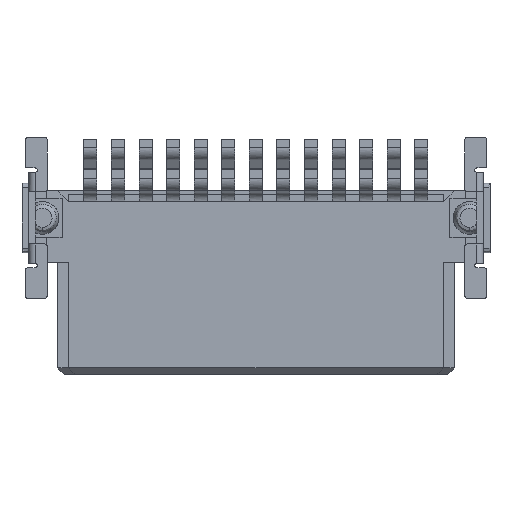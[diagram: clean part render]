
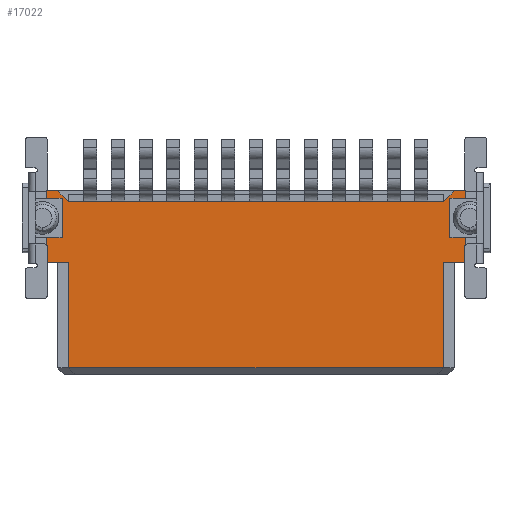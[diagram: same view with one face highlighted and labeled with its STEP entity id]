
A CAD part, top view. The second image highlights one B-rep face of the part: STEP entity #17022.
In plain terms, the highlighted free-form (B-spline) face has degree [1, 1] with [2, 2] control points.
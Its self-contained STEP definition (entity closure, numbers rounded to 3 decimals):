
#1147=CARTESIAN_POINT('V662',(10.035,2.188,
   2.785));
#1148=VERTEX_POINT('V662',#1147);
#1154=CARTESIAN_POINT('V842',(10.565,2.188,
   2.785));
#1155=VERTEX_POINT('V842',#1154);
#1156=CARTESIAN_POINT('E1245',(10.565,2.188,
   2.785));
#1157=CARTESIAN_POINT('E1245',(10.035,2.188,
   2.785));
#1158=B_SPLINE_CURVE_WITH_KNOTS('E1245',1,(#1156,#1157),
   .POLYLINE_FORM.,.F.,.U.,(2,2),(0.0,1.06),
   .UNSPECIFIED.);
#1159=EDGE_CURVE('E1245',#1155,#1148,#1158,.T.);
#11791=CARTESIAN_POINT('V1094',(-8.025,1.838,
   2.785));
#11792=VERTEX_POINT('V1094',#11791);
#11799=CARTESIAN_POINT('V1093',(-8.025,0.038,
   2.785));
#11800=VERTEX_POINT('V1093',#11799);
#11806=CARTESIAN_POINT('E1642',(-8.025,1.838,
   2.785));
#11807=CARTESIAN_POINT('E1642',(-8.025,0.038,
   2.785));
#11808=QUASI_UNIFORM_CURVE('E1642',1,(#11806,#11807),.POLYLINE_FORM.,
   .F.,.U.);
#11809=EDGE_CURVE('E1642',#11792,#11800,#11808,.T.);
#11819=CARTESIAN_POINT('V1085',(-8.755,0.038,
   2.785));
#11820=VERTEX_POINT('V1085',#11819);
#11821=CARTESIAN_POINT('E1641',(-8.025,0.038,
   2.785));
#11822=CARTESIAN_POINT('E1641',(-8.755,0.038,
   2.785));
#11823=B_SPLINE_CURVE_WITH_KNOTS('E1641',1,(#11821,#11822),
   .POLYLINE_FORM.,.F.,.U.,(2,2),(0.0,0.88),
   .UNSPECIFIED.);
#11824=EDGE_CURVE('E1641',#11800,#11820,#11823,.T.);
#11848=CARTESIAN_POINT('V889',(-8.755,-1.112,
   2.785));
#11849=VERTEX_POINT('V889',#11848);
#11855=CARTESIAN_POINT('E1625',(-8.755,0.038,
   2.785));
#11856=CARTESIAN_POINT('E1625',(-8.755,
   -1.112,2.785));
#11857=B_SPLINE_CURVE_WITH_KNOTS('E1625',1,(#11855,#11856),
   .POLYLINE_FORM.,.F.,.U.,(2,2),(0.0,0.348),
   .UNSPECIFIED.);
#11858=EDGE_CURVE('E1625',#11820,#11849,#11857,.T.);
#11962=CARTESIAN_POINT('V890',(-7.725,-1.112,
   2.785));
#11963=VERTEX_POINT('V890',#11962);
#11969=CARTESIAN_POINT('E1332',(-8.755,
   -1.112,2.785));
#11970=CARTESIAN_POINT('E1332',(-7.725,
   -1.112,2.785));
#11971=QUASI_UNIFORM_CURVE('E1332',1,(#11969,#11970),.POLYLINE_FORM.,
   .F.,.U.);
#11972=EDGE_CURVE('E1332',#11849,#11963,#11971,.T.);
#11997=CARTESIAN_POINT('V883',(-7.725,-5.962,
   2.785));
#11998=VERTEX_POINT('V883',#11997);
#11999=CARTESIAN_POINT('E1665',(-7.725,
   -1.112,2.785));
#12000=CARTESIAN_POINT('E1665',(-7.725,
   -5.962,2.785));
#12001=B_SPLINE_CURVE_WITH_KNOTS('E1665',1,(#11999,#12000),
   .POLYLINE_FORM.,.F.,.U.,(2,2),(0.0,0.634),
   .UNSPECIFIED.);
#12002=EDGE_CURVE('E1665',#11963,#11998,#12001,.T.);
#12033=CARTESIAN_POINT('V664',(9.535,-5.962,
   2.785));
#12034=VERTEX_POINT('V664',#12033);
#12040=CARTESIAN_POINT('E1666',(-7.725,
   -5.962,2.785));
#12041=CARTESIAN_POINT('E1666',(9.535,-5.962,
   2.785));
#12042=QUASI_UNIFORM_CURVE('E1666',1,(#12040,#12041),.POLYLINE_FORM.,
   .F.,.U.);
#12043=EDGE_CURVE('E1666',#11998,#12034,#12042,.T.);
#12323=CARTESIAN_POINT('V671',(9.535,-1.112,
   2.785));
#12324=VERTEX_POINT('V671',#12323);
#12330=CARTESIAN_POINT('E1320',(9.535,-5.962,
   2.785));
#12331=CARTESIAN_POINT('E1320',(9.535,-1.112,
   2.785));
#12332=B_SPLINE_CURVE_WITH_KNOTS('E1320',1,(#12330,#12331),
   .POLYLINE_FORM.,.F.,.U.,(2,2),(0.0,0.634),
   .UNSPECIFIED.);
#12333=EDGE_CURVE('E1320',#12034,#12324,#12332,.T.);
#16377=CARTESIAN_POINT('V866',(10.565,0.038,
   2.785));
#16378=VERTEX_POINT('V866',#16377);
#16384=CARTESIAN_POINT('V670',(10.565,-1.112,
   2.785));
#16385=VERTEX_POINT('V670',#16384);
#16386=CARTESIAN_POINT('E1280',(10.565,
   -1.112,2.785));
#16387=CARTESIAN_POINT('E1280',(10.565,0.038,
   2.785));
#16388=B_SPLINE_CURVE_WITH_KNOTS('E1280',1,(#16386,#16387),
   .POLYLINE_FORM.,.F.,.U.,(2,2),(0.0,0.348),
   .UNSPECIFIED.);
#16389=EDGE_CURVE('E1280',#16385,#16378,#16388,.T.);
#16413=CARTESIAN_POINT('V874',(9.835,0.038,
   2.785));
#16414=VERTEX_POINT('V874',#16413);
#16420=CARTESIAN_POINT('E1296',(10.565,0.038,
   2.785));
#16421=CARTESIAN_POINT('E1296',(9.835,0.038,
   2.785));
#16422=B_SPLINE_CURVE_WITH_KNOTS('E1296',1,(#16420,#16421),
   .POLYLINE_FORM.,.F.,.U.,(2,2),(0.0,0.88),
   .UNSPECIFIED.);
#16423=EDGE_CURVE('E1296',#16378,#16414,#16422,.T.);
#16433=CARTESIAN_POINT('V875',(9.835,1.838,
   2.785));
#16434=VERTEX_POINT('V875',#16433);
#16435=CARTESIAN_POINT('E1297',(9.835,0.038,
   2.785));
#16436=CARTESIAN_POINT('E1297',(9.835,1.838,
   2.785));
#16437=QUASI_UNIFORM_CURVE('E1297',1,(#16435,#16436),.POLYLINE_FORM.,
   .F.,.U.);
#16438=EDGE_CURVE('E1297',#16414,#16434,#16437,.T.);
#16455=CARTESIAN_POINT('V870',(10.565,1.838,
   2.785));
#16456=VERTEX_POINT('V870',#16455);
#16462=CARTESIAN_POINT('E1299',(9.835,1.838,
   2.785));
#16463=CARTESIAN_POINT('E1299',(10.565,1.838,
   2.785));
#16464=B_SPLINE_CURVE_WITH_KNOTS('E1299',1,(#16462,#16463),
   .POLYLINE_FORM.,.F.,.U.,(2,2),(0.0,0.88),
   .UNSPECIFIED.);
#16465=EDGE_CURVE('E1299',#16434,#16456,#16464,.T.);
#16570=CARTESIAN_POINT('E987',(9.535,-1.112,
   2.785));
#16571=CARTESIAN_POINT('E987',(10.565,-1.112,
   2.785));
#16572=QUASI_UNIFORM_CURVE('E987',1,(#16570,#16571),.POLYLINE_FORM.,
   .F.,.U.);
#16573=EDGE_CURVE('E987',#12324,#16385,#16572,.T.);
#16797=CARTESIAN_POINT('V1089',(-8.755,1.838,
   2.785));
#16798=VERTEX_POINT('V1089',#16797);
#16799=CARTESIAN_POINT('E1644',(-8.755,1.838,
   2.785));
#16800=CARTESIAN_POINT('E1644',(-8.025,1.838,
   2.785));
#16801=B_SPLINE_CURVE_WITH_KNOTS('E1644',1,(#16799,#16800),
   .POLYLINE_FORM.,.F.,.U.,(2,2),(0.0,0.88),
   .UNSPECIFIED.);
#16802=EDGE_CURVE('E1644',#16798,#11792,#16801,.T.);
#16826=CARTESIAN_POINT('V1061',(-8.755,2.188,
   2.785));
#16827=VERTEX_POINT('V1061',#16826);
#16833=CARTESIAN_POINT('V881',(-8.225,2.188,
   2.785));
#16834=VERTEX_POINT('V881',#16833);
#16835=CARTESIAN_POINT('E1590',(-8.225,2.188,
   2.785));
#16836=CARTESIAN_POINT('E1590',(-8.755,2.188,
   2.785));
#16837=B_SPLINE_CURVE_WITH_KNOTS('E1590',1,(#16835,#16836),
   .POLYLINE_FORM.,.F.,.U.,(2,2),(0.0,1.06),
   .UNSPECIFIED.);
#16838=EDGE_CURVE('E1590',#16834,#16827,#16837,.T.);
#16961=CARTESIAN_POINT('V146',(-7.725,1.688,
   2.785));
#16962=VERTEX_POINT('V146',#16961);
#16963=CARTESIAN_POINT('E1322',(-7.725,1.688,
   2.785));
#16964=CARTESIAN_POINT('E1322',(-8.225,2.188,
   2.785));
#16965=B_SPLINE_CURVE_WITH_KNOTS('E1322',1,(#16963,#16964),
   .POLYLINE_FORM.,.F.,.U.,(2,2),(0.0,1.768),
   .UNSPECIFIED.);
#16966=EDGE_CURVE('E1322',#16962,#16834,#16965,.T.);
#16977=CARTESIAN_POINT('F583',(10.865,-6.162,
   2.785));
#16978=CARTESIAN_POINT('F583',(10.865,2.488,
   2.785));
#16979=CARTESIAN_POINT('F583',(-9.055,-6.162,
   2.785));
#16980=CARTESIAN_POINT('F583',(-9.055,2.488,
   2.785));
#16981=B_SPLINE_SURFACE_WITH_KNOTS('F583',1,1,((#16977,#16979),(
   #16978,#16980)),.PLANE_SURF.,.F.,.F.,.U.,(2,2),(2,2),(0.0,1.0),
   (0.0,2.303),.UNSPECIFIED.);
#16982=ORIENTED_EDGE('E1322',*,*,#16966,.T.);
#16983=ORIENTED_EDGE('E1590',*,*,#16838,.T.);
#16984=CARTESIAN_POINT('E1632',(-8.755,2.188,
   2.785));
#16985=CARTESIAN_POINT('E1632',(-8.755,1.838,
   2.785));
#16986=B_SPLINE_CURVE_WITH_KNOTS('E1632',1,(#16984,#16985),
   .POLYLINE_FORM.,.F.,.U.,(2,2),(0.894,1.0),
   .UNSPECIFIED.);
#16987=EDGE_CURVE('E1632',#16827,#16798,#16986,.T.);
#16988=ORIENTED_EDGE('E1632',*,*,#16987,.T.);
#16989=ORIENTED_EDGE('E1644',*,*,#16802,.T.);
#16990=ORIENTED_EDGE('F566',*,*,#11809,.T.);
#16991=ORIENTED_EDGE('E1641',*,*,#11824,.T.);
#16992=ORIENTED_EDGE('E1625',*,*,#11858,.T.);
#16993=ORIENTED_EDGE('E1332',*,*,#11972,.T.);
#16994=ORIENTED_EDGE('E1665',*,*,#12002,.T.);
#16995=ORIENTED_EDGE('F585',*,*,#12043,.T.);
#16996=ORIENTED_EDGE('F462',*,*,#12333,.T.);
#16997=ORIENTED_EDGE('E987',*,*,#16573,.T.);
#16998=ORIENTED_EDGE('E1280',*,*,#16389,.T.);
#16999=ORIENTED_EDGE('F445',*,*,#16423,.T.);
#17000=ORIENTED_EDGE('E1297',*,*,#16438,.T.);
#17001=ORIENTED_EDGE('E1299',*,*,#16465,.T.);
#17002=CARTESIAN_POINT('E1287',(10.565,1.838,
   2.785));
#17003=CARTESIAN_POINT('E1287',(10.565,2.188,
   2.785));
#17004=B_SPLINE_CURVE_WITH_KNOTS('E1287',1,(#17002,#17003),
   .POLYLINE_FORM.,.F.,.U.,(2,2),(0.894,1.0),
   .UNSPECIFIED.);
#17005=EDGE_CURVE('E1287',#16456,#1155,#17004,.T.);
#17006=ORIENTED_EDGE('E1287',*,*,#17005,.T.);
#17007=ORIENTED_EDGE('E1245',*,*,#1159,.T.);
#17008=CARTESIAN_POINT('V147',(9.535,1.688,
   2.785));
#17009=VERTEX_POINT('V147',#17008);
#17010=CARTESIAN_POINT('E977',(10.035,2.188,
   2.785));
#17011=CARTESIAN_POINT('E977',(9.535,1.688,
   2.785));
#17012=B_SPLINE_CURVE_WITH_KNOTS('E977',1,(#17010,#17011),
   .POLYLINE_FORM.,.F.,.U.,(2,2),(0.0,1.768),
   .UNSPECIFIED.);
#17013=EDGE_CURVE('E977',#1148,#17009,#17012,.T.);
#17014=ORIENTED_EDGE('E977',*,*,#17013,.T.);
#17015=CARTESIAN_POINT('E161',(-7.725,1.688,
   2.785));
#17016=CARTESIAN_POINT('E161',(9.535,1.688,
   2.785));
#17017=QUASI_UNIFORM_CURVE('E161',1,(#17015,#17016),.POLYLINE_FORM.,
   .F.,.U.);
#17018=EDGE_CURVE('E161',#16962,#17009,#17017,.T.);
#17019=ORIENTED_EDGE('E161',*,*,#17018,.F.);
#17020=EDGE_LOOP('F583',(#16982,#16983,#16988,#16989,#16990,#16991,
   #16992,#16993,#16994,#16995,#16996,#16997,#16998,#16999,#17000,
   #17001,#17006,#17007,#17014,#17019));
#17021=FACE_OUTER_BOUND('F583',#17020,.T.);
#17022=ADVANCED_FACE('F583',(#17021),#16981,.T.);
